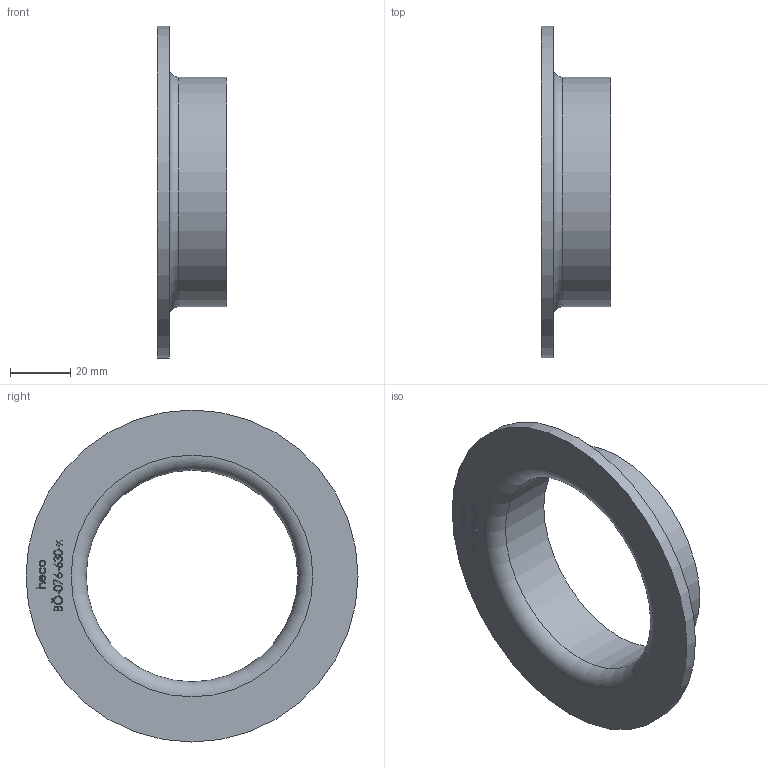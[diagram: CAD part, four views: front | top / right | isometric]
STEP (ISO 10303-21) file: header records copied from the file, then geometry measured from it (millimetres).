
FILE_DESCRIPTION (( 'STEP AP214' ), '1' );
FILE_NAME ('BÖ-076-630-x Vorschweissbördel 2010.STEP', '2020-10-13T08:58:37', ( '' ), ( '' ), 'SwSTEP 2.0', 'SolidWorks 2019', '' );
FILE_SCHEMA (( 'AUTOMOTIVE_DESIGN' ));
Length unit declared in the file: millimetre
Products named in the file (1): BÖ-076-630-x Vorschweissbördel 2010
Bounding box: 23 x 110 x 110 mm (x, y, z)
Volume: 34908.3 mm3; surface area: 21575.2 mm2
Topology: 1 solids, 1 shells, 206 faces, 527 edges, 351 vertices
Faces by surface type: bspline 110, plane 91, cylinder 3, torus 2
Full cylindrical faces by diameter (mm): 70.1 x1, 76.1 x1, 110 x1
Entity records: 14446 total; most frequent: CARTESIAN_POINT 8100, ORIENTED_EDGE 1042, EDGE_CURVE 521, DIRECTION 503, VERTEX_POINT 350, LINE 293, VECTOR 293, EDGE_LOOP 241
